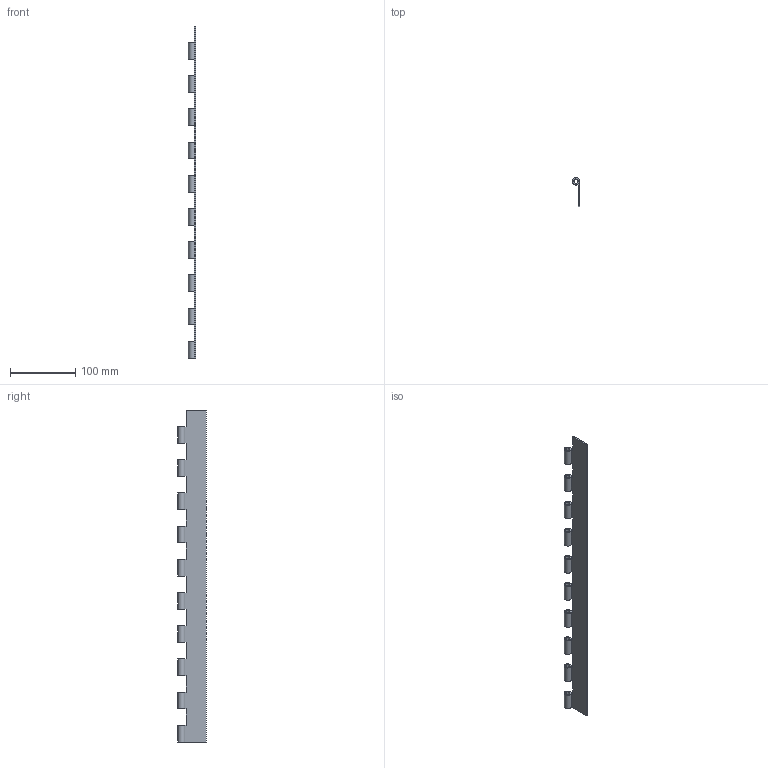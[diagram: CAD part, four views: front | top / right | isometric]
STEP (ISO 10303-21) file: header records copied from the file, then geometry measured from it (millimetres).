
FILE_DESCRIPTION(/* description */ (''),/* implementation_level */ '2;1');
FILE_NAME(/* name */ 'FE-00004-03a.ipt.stp',/* time_stamp */ '2018-01-01T11:14:24-08:00',/* author */ ('PhillipD'),/* organization */ (''),/* preprocessor_version */ 'ST-DEVELOPER v16.13',/* originating_system */ 'Autodesk Inventor 2018',/* authorisation */ '');
FILE_SCHEMA (('AUTOMOTIVE_DESIGN { 1 0 10303 214 3 1 1 }'));
Length unit declared in the file: inch
Products named in the file (1): FE-00004-03a
Bounding box: 10.92 x 43.56 x 508 mm (x, y, z)
Volume: 53987.3 mm3; surface area: 49679.9 mm2
Topology: 1 solids, 1 shells, 54 faces, 156 edges, 104 vertices
Faces by surface type: plane 34, cylinder 20
Full cylindrical faces by diameter (mm): 6.35 x10
Entity records: 1818 total; most frequent: CARTESIAN_POINT 305, DIRECTION 296, ORIENTED_EDGE 292, EDGE_CURVE 146, LINE 106, VECTOR 106, VERTEX_POINT 104, AXIS2_PLACEMENT_3D 95
